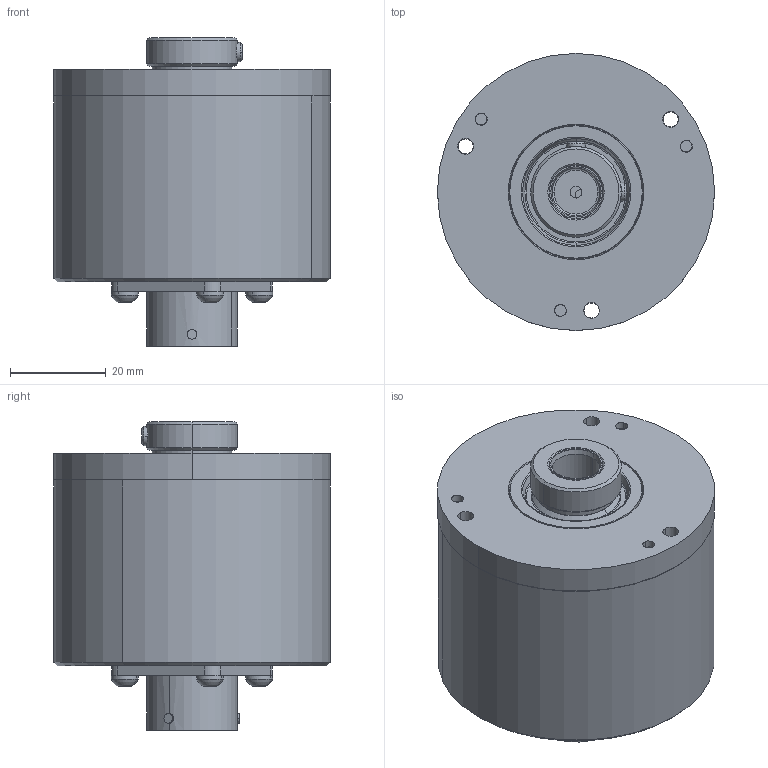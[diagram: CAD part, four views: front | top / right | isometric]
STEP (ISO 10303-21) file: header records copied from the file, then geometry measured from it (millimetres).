
FILE_DESCRIPTION((''),'2;1');
FILE_NAME('534681','2010-10-14T',('se2802'),(''),'PRO/ENGINEER BY PARAMETRIC TECHNOLOGY CORPORATION, 2010180','PRO/ENGINEER BY PARAMETRIC TECHNOLOGY CORPORATION, 2010180','');
FILE_SCHEMA(('CONFIG_CONTROL_DESIGN'));
Length unit declared in the file: millimetre
Products named in the file (1): 534681
Bounding box: 58 x 58 x 64.6 mm (x, y, z)
Volume: 70650.8 mm3; surface area: 40288.1 mm2
Topology: 1 solids, 3 shells, 1085 faces, 3000 edges, 1889 vertices
Faces by surface type: cylinder 493, plane 382, cone 101, torus 91, sphere 16, revolution 2
Entity records: 37277 total; most frequent: CARTESIAN_POINT 8437, DIRECTION 6517, ORIENTED_EDGE 5976, EDGE_CURVE 2988, AXIS2_PLACEMENT_3D 2626, VERTEX_POINT 1890, CIRCLE 1543, VECTOR 1263
